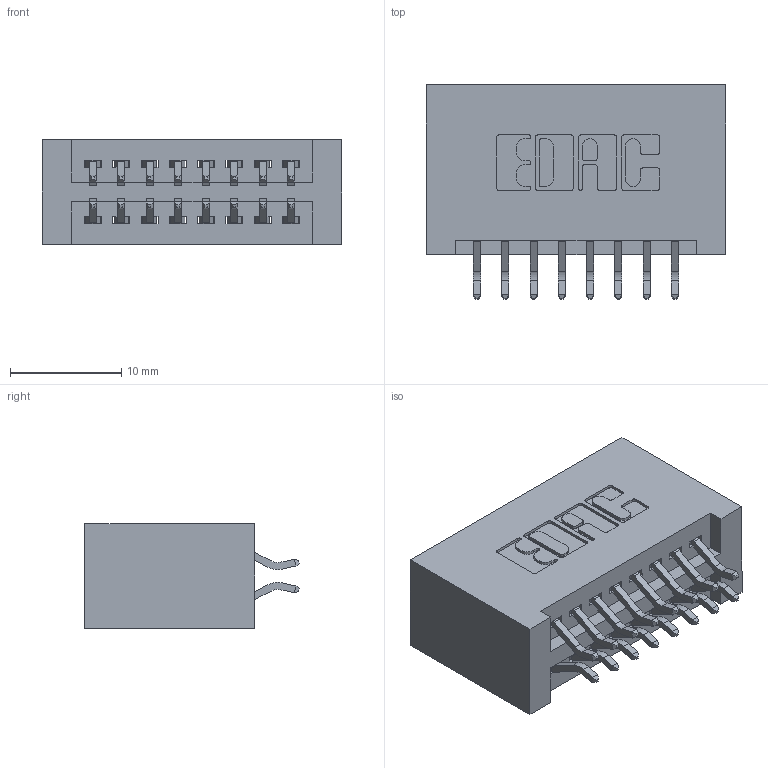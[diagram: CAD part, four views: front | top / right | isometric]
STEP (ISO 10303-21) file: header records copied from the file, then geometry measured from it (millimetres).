
FILE_DESCRIPTION (( 'STEP AP203' ), '1' );
FILE_NAME ('395-016-556-201.STEP', '2019-10-15T18:38:26', ( '' ), ( '' ), 'SwSTEP 2.0', 'SolidWorks 2016', '' );
FILE_SCHEMA (( 'CONFIG_CONTROL_DESIGN' ));
Length unit declared in the file: inch
Products named in the file (3): 345 Part_No Mounting Lugs; 345-292-001_556 Tail; 395-016-556-201
Assembly tree (17 placements, depth 2):
  395-016-556-201
    345 Part_No Mounting Lugs
    345-292-001_556 Tail  x16
Bounding box: 26.92 x 19.24 x 9.4 mm (x, y, z)
Volume: 2915.1 mm3; surface area: 3939.8 mm2
Topology: 17 solids, 17 shells, 1014 faces, 2989 edges, 1970 vertices
Faces by surface type: plane 668, cylinder 346
Entity records: 10797 total; most frequent: CARTESIAN_POINT 1856, ORIENTED_EDGE 1778, DIRECTION 1661, EDGE_CURVE 889, LINE 725, VECTOR 725, VERTEX_POINT 590, AXIS2_PLACEMENT_3D 468
